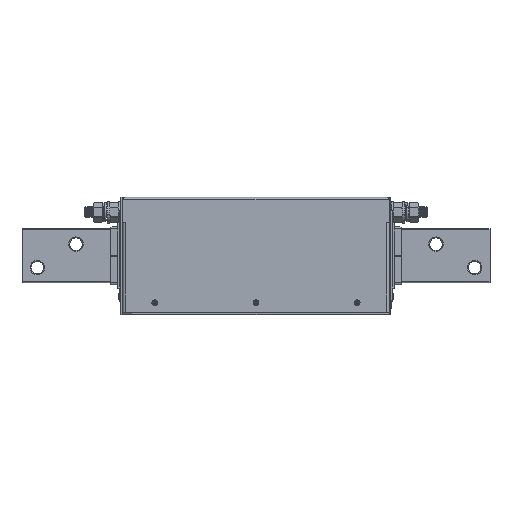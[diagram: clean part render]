
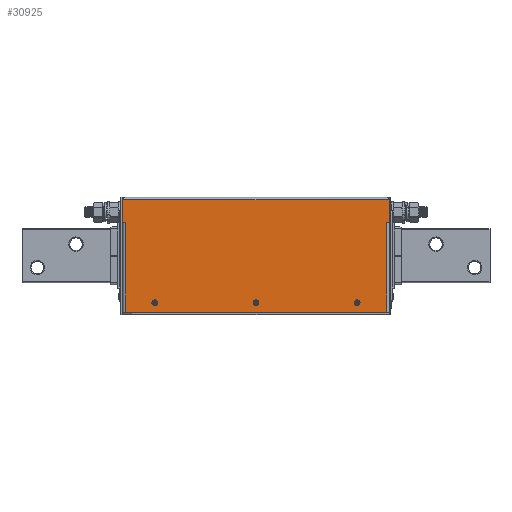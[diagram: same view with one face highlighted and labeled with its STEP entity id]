
A CAD part, top view. The second image highlights one B-rep face of the part: STEP entity #30925.
In plain terms, the highlighted face is planar.
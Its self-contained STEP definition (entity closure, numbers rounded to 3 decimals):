
#31 = ORIENTED_EDGE ( 'NONE', *, *, #30099, .T. ) ;
#216 = DIRECTION ( 'NONE',  ( -1., 0., 0. ) ) ;
#1037 = AXIS2_PLACEMENT_3D ( 'NONE', #9585, #19449, #27041 ) ;
#1089 = LINE ( 'NONE', #20956, #11291 ) ;
#1455 = CARTESIAN_POINT ( 'NONE',  ( -110.8, 117., -75. ) ) ;
#1620 = EDGE_CURVE ( 'NONE', #4163, #27993, #6732, .T. ) ;
#1663 = AXIS2_PLACEMENT_3D ( 'NONE', #26717, #6986, #13702 ) ;
#3086 = VERTEX_POINT ( 'NONE', #18395 ) ;
#3235 = EDGE_CURVE ( 'NONE', #18402, #27895, #22370, .T. ) ;
#4163 = VERTEX_POINT ( 'NONE', #31283 ) ;
#4176 = ORIENTED_EDGE ( 'NONE', *, *, #10573, .T. ) ;
#4438 = VECTOR ( 'NONE', #30805, 1000. ) ;
#5098 = DIRECTION ( 'NONE',  ( 0., 0., 1. ) ) ;
#5317 = CIRCLE ( 'NONE', #14135, 1.7 ) ;
#5595 = CARTESIAN_POINT ( 'NONE',  ( 146., 0., -75. ) ) ;
#5697 = ORIENTED_EDGE ( 'NONE', *, *, #3235, .T. ) ;
#5739 = EDGE_CURVE ( 'NONE', #22095, #27660, #14991, .T. ) ;
#6072 = LINE ( 'NONE', #23542, #4438 ) ;
#6298 = ORIENTED_EDGE ( 'NONE', *, *, #26051, .T. ) ;
#6641 = LINE ( 'NONE', #9706, #25822 ) ;
#6732 = LINE ( 'NONE', #27093, #7370 ) ;
#6894 = ORIENTED_EDGE ( 'NONE', *, *, #20851, .F. ) ;
#6986 = DIRECTION ( 'NONE',  ( 0., 0., 1. ) ) ;
#7120 = VERTEX_POINT ( 'NONE', #17484 ) ;
#7370 = VECTOR ( 'NONE', #16927, 1000. ) ;
#7456 = ORIENTED_EDGE ( 'NONE', *, *, #20277, .T. ) ;
#7489 = CARTESIAN_POINT ( 'NONE',  ( 114.2, 117., -75. ) ) ;
#7653 = ORIENTED_EDGE ( 'NONE', *, *, #8393, .T. ) ;
#7980 = CARTESIAN_POINT ( 'NONE',  ( 148., 2.5, -75. ) ) ;
#8020 = PLANE ( 'NONE',  #13833 ) ;
#8039 = VERTEX_POINT ( 'NONE', #17356 ) ;
#8119 = LINE ( 'NONE', #15425, #11223 ) ;
#8393 = EDGE_CURVE ( 'NONE', #27895, #24680, #6641, .T. ) ;
#8762 = AXIS2_PLACEMENT_3D ( 'NONE', #28732, #29355, #17082 ) ;
#8909 = ORIENTED_EDGE ( 'NONE', *, *, #11579, .T. ) ;
#9377 = CARTESIAN_POINT ( 'NONE',  ( -112.5, 117., -75. ) ) ;
#9585 = CARTESIAN_POINT ( 'NONE',  ( 0., 117., -75. ) ) ;
#9706 = CARTESIAN_POINT ( 'NONE',  ( -148., 2.5, -75. ) ) ;
#9892 = VERTEX_POINT ( 'NONE', #1455 ) ;
#10347 = VECTOR ( 'NONE', #15283, 1000. ) ;
#10425 = LINE ( 'NONE', #7980, #19506 ) ;
#10573 = EDGE_CURVE ( 'NONE', #3086, #9892, #5317, .T. ) ;
#11223 = VECTOR ( 'NONE', #25434, 1000. ) ;
#11291 = VECTOR ( 'NONE', #17314, 1000. ) ;
#11388 = CARTESIAN_POINT ( 'NONE',  ( 112.5, 117., -75. ) ) ;
#11579 = EDGE_CURVE ( 'NONE', #31179, #30011, #14183, .T. ) ;
#12777 = EDGE_CURVE ( 'NONE', #9892, #3086, #30708, .T. ) ;
#13072 = DIRECTION ( 'NONE',  ( 0., -1., 0. ) ) ;
#13230 = FACE_BOUND ( 'NONE', #22524, .T. ) ;
#13346 = DIRECTION ( 'NONE',  ( 0., -1., 0. ) ) ;
#13702 = DIRECTION ( 'NONE',  ( 0., -1., 0. ) ) ;
#13833 = AXIS2_PLACEMENT_3D ( 'NONE', #5595, #15484, #13072 ) ;
#14135 = AXIS2_PLACEMENT_3D ( 'NONE', #27244, #5098, #14985 ) ;
#14183 = CIRCLE ( 'NONE', #22421, 1.7 ) ;
#14439 = EDGE_LOOP ( 'NONE', ( #23182, #31210, #6894, #31, #29224, #31700, #5697, #7653 ) ) ;
#14985 = DIRECTION ( 'NONE',  ( 0., -1., 0. ) ) ;
#14991 = CIRCLE ( 'NONE', #1037, 1.7 ) ;
#15126 = LINE ( 'NONE', #27219, #10347 ) ;
#15283 = DIRECTION ( 'NONE',  ( -1., 0., 0. ) ) ;
#15425 = CARTESIAN_POINT ( 'NONE',  ( 145.5, 127.5, -75. ) ) ;
#15484 = DIRECTION ( 'NONE',  ( 0., 0., 1. ) ) ;
#15510 = VECTOR ( 'NONE', #216, 1000. ) ;
#16640 = CARTESIAN_POINT ( 'NONE',  ( -145.5, 127.5, -75. ) ) ;
#16675 = EDGE_CURVE ( 'NONE', #24627, #7120, #6072, .T. ) ;
#16927 = DIRECTION ( 'NONE',  ( 0., 1., 0. ) ) ;
#17082 = DIRECTION ( 'NONE',  ( 0., -1., 0. ) ) ;
#17314 = DIRECTION ( 'NONE',  ( -1., 0., 0. ) ) ;
#17356 = CARTESIAN_POINT ( 'NONE',  ( 145.5, 127.5, -75. ) ) ;
#17357 = CARTESIAN_POINT ( 'NONE',  ( -148., 2.5, -75. ) ) ;
#17484 = CARTESIAN_POINT ( 'NONE',  ( 145.5, 28., -75. ) ) ;
#18395 = CARTESIAN_POINT ( 'NONE',  ( -114.2, 117., -75. ) ) ;
#18402 = VERTEX_POINT ( 'NONE', #20522 ) ;
#18660 = CARTESIAN_POINT ( 'NONE',  ( -1.7, 117., -75. ) ) ;
#18947 = DIRECTION ( 'NONE',  ( 0., 1., 0. ) ) ;
#19251 = DIRECTION ( 'NONE',  ( 0., -1., 0. ) ) ;
#19449 = DIRECTION ( 'NONE',  ( 0., 0., 1. ) ) ;
#19506 = VECTOR ( 'NONE', #27720, 1000. ) ;
#19860 = AXIS2_PLACEMENT_3D ( 'NONE', #9377, #24254, #19251 ) ;
#20277 = EDGE_CURVE ( 'NONE', #27660, #22095, #22716, .T. ) ;
#20314 = FACE_BOUND ( 'NONE', #26196, .T. ) ;
#20522 = CARTESIAN_POINT ( 'NONE',  ( 148., 2.5, -75. ) ) ;
#20851 = EDGE_CURVE ( 'NONE', #8039, #27993, #15126, .T. ) ;
#20956 = CARTESIAN_POINT ( 'NONE',  ( 146., 28., -75. ) ) ;
#21101 = ORIENTED_EDGE ( 'NONE', *, *, #5739, .T. ) ;
#22095 = VERTEX_POINT ( 'NONE', #18660 ) ;
#22370 = LINE ( 'NONE', #29320, #15510 ) ;
#22421 = AXIS2_PLACEMENT_3D ( 'NONE', #11388, #23824, #13346 ) ;
#22524 = EDGE_LOOP ( 'NONE', ( #6298, #8909 ) ) ;
#22716 = CIRCLE ( 'NONE', #8762, 1.7 ) ;
#22859 = CARTESIAN_POINT ( 'NONE',  ( 148., 28., -75. ) ) ;
#23034 = CARTESIAN_POINT ( 'NONE',  ( 110.8, 117., -75. ) ) ;
#23182 = ORIENTED_EDGE ( 'NONE', *, *, #31930, .F. ) ;
#23542 = CARTESIAN_POINT ( 'NONE',  ( 146., 28., -75. ) ) ;
#23824 = DIRECTION ( 'NONE',  ( 0., 0., 1. ) ) ;
#24254 = DIRECTION ( 'NONE',  ( 0., 0., 1. ) ) ;
#24627 = VERTEX_POINT ( 'NONE', #22859 ) ;
#24680 = VERTEX_POINT ( 'NONE', #25445 ) ;
#25412 = CIRCLE ( 'NONE', #1663, 1.7 ) ;
#25434 = DIRECTION ( 'NONE',  ( 0., -1., 0. ) ) ;
#25445 = CARTESIAN_POINT ( 'NONE',  ( -148., 28., -75. ) ) ;
#25822 = VECTOR ( 'NONE', #18947, 1000. ) ;
#26051 = EDGE_CURVE ( 'NONE', #30011, #31179, #25412, .T. ) ;
#26196 = EDGE_LOOP ( 'NONE', ( #29844, #4176 ) ) ;
#26717 = CARTESIAN_POINT ( 'NONE',  ( 112.5, 117., -75. ) ) ;
#26898 = EDGE_LOOP ( 'NONE', ( #7456, #21101 ) ) ;
#27041 = DIRECTION ( 'NONE',  ( 0., -1., 0. ) ) ;
#27093 = CARTESIAN_POINT ( 'NONE',  ( -145.5, 28., -75. ) ) ;
#27219 = CARTESIAN_POINT ( 'NONE',  ( 148., 127.5, -75. ) ) ;
#27244 = CARTESIAN_POINT ( 'NONE',  ( -112.5, 117., -75. ) ) ;
#27660 = VERTEX_POINT ( 'NONE', #30780 ) ;
#27720 = DIRECTION ( 'NONE',  ( 0., 1., 0. ) ) ;
#27760 = FACE_BOUND ( 'NONE', #26898, .T. ) ;
#27895 = VERTEX_POINT ( 'NONE', #17357 ) ;
#27993 = VERTEX_POINT ( 'NONE', #16640 ) ;
#28732 = CARTESIAN_POINT ( 'NONE',  ( 0., 117., -75. ) ) ;
#29224 = ORIENTED_EDGE ( 'NONE', *, *, #16675, .F. ) ;
#29320 = CARTESIAN_POINT ( 'NONE',  ( 146., 2.5, -75. ) ) ;
#29355 = DIRECTION ( 'NONE',  ( 0., 0., 1. ) ) ;
#29844 = ORIENTED_EDGE ( 'NONE', *, *, #12777, .T. ) ;
#30011 = VERTEX_POINT ( 'NONE', #7489 ) ;
#30099 = EDGE_CURVE ( 'NONE', #8039, #7120, #8119, .T. ) ;
#30181 = FACE_OUTER_BOUND ( 'NONE', #14439, .T. ) ;
#30708 = CIRCLE ( 'NONE', #19860, 1.7 ) ;
#30780 = CARTESIAN_POINT ( 'NONE',  ( 1.7, 117., -75. ) ) ;
#30805 = DIRECTION ( 'NONE',  ( -1., 0., 0. ) ) ;
#30925 = ADVANCED_FACE ( 'NONE', ( #13230, #20314, #27760, #30181 ), #8020, .F. ) ;
#31179 = VERTEX_POINT ( 'NONE', #23034 ) ;
#31210 = ORIENTED_EDGE ( 'NONE', *, *, #1620, .T. ) ;
#31283 = CARTESIAN_POINT ( 'NONE',  ( -145.5, 28., -75. ) ) ;
#31308 = EDGE_CURVE ( 'NONE', #18402, #24627, #10425, .T. ) ;
#31700 = ORIENTED_EDGE ( 'NONE', *, *, #31308, .F. ) ;
#31930 = EDGE_CURVE ( 'NONE', #4163, #24680, #1089, .T. ) ;
